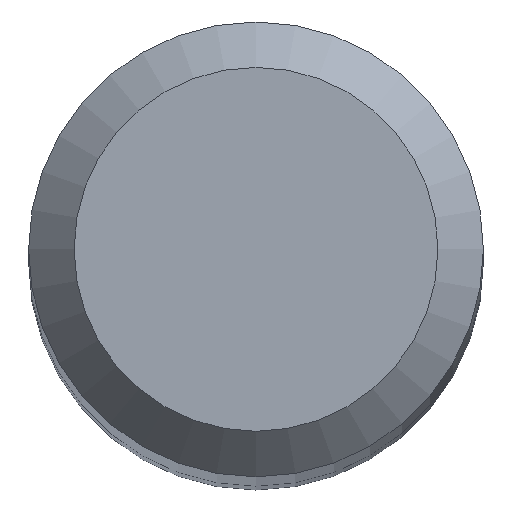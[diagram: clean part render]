
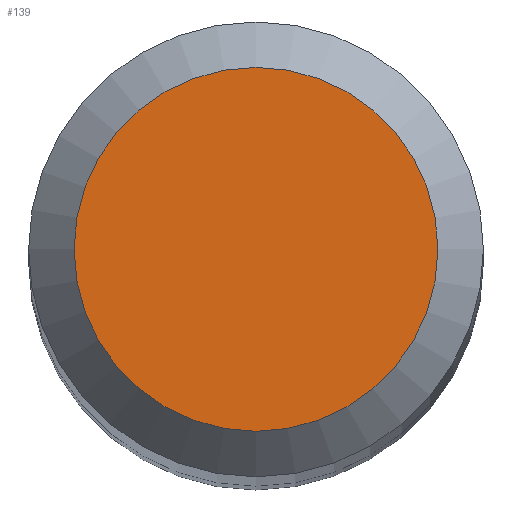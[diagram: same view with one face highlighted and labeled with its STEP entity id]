
A CAD part, top view. The second image highlights one B-rep face of the part: STEP entity #139.
In plain terms, the highlighted planar face has unit normal (0, 0, 1).
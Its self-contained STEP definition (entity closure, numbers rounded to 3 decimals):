
#5 = DIRECTION ( 'NONE',  ( 0., 0., -1. ) ) ;
#8 = PLANE ( 'NONE',  #138 ) ;
#12 = CARTESIAN_POINT ( 'NONE',  ( 0., 1.2, 50. ) ) ;
#65 = ORIENTED_EDGE ( 'NONE', *, *, #171, .F. ) ;
#83 = FACE_OUTER_BOUND ( 'NONE', #203, .T. ) ;
#88 = CIRCLE ( 'NONE', #122, 1.2 ) ;
#92 = VERTEX_POINT ( 'NONE', #12 ) ;
#95 = CARTESIAN_POINT ( 'NONE',  ( 0., 0., 50. ) ) ;
#122 = AXIS2_PLACEMENT_3D ( 'NONE', #95, #5, #190 ) ;
#138 = AXIS2_PLACEMENT_3D ( 'NONE', #188, #155, #154 ) ;
#139 = ADVANCED_FACE ( 'NONE', ( #83 ), #8, .F. ) ;
#154 = DIRECTION ( 'NONE',  ( 0., 1., 0. ) ) ;
#155 = DIRECTION ( 'NONE',  ( 0., 0., -1. ) ) ;
#171 = EDGE_CURVE ( 'NONE', #92, #92, #88, .T. ) ;
#188 = CARTESIAN_POINT ( 'NONE',  ( 0., 0., 50. ) ) ;
#190 = DIRECTION ( 'NONE',  ( 0., 1., 0. ) ) ;
#203 = EDGE_LOOP ( 'NONE', ( #65 ) ) ;
